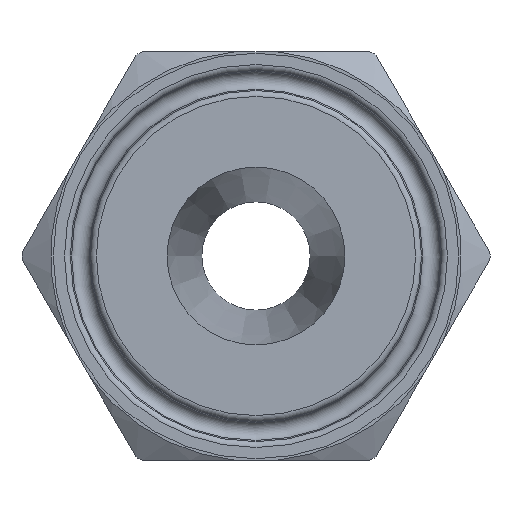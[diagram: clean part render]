
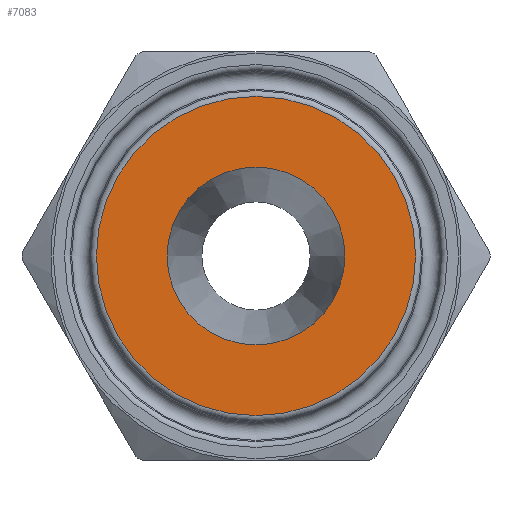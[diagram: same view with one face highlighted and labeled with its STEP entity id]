
A CAD part, left-side view. The second image highlights one B-rep face of the part: STEP entity #7083.
In plain terms, the highlighted planar face has unit normal (-1, 0, 0).
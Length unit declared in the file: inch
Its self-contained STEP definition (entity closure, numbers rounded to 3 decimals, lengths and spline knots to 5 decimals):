
#142=FACE_BOUND('',#1285,.T.);
#143=FACE_BOUND('',#1286,.T.);
#314=PLANE('',#7514);
#1285=EDGE_LOOP('',(#6478));
#1286=EDGE_LOOP('',(#6479));
#1494=CIRCLE('',#7512,0.78106);
#1496=CIRCLE('',#7515,0.435);
#3445=VERTEX_POINT('',#15235);
#3447=VERTEX_POINT('',#15240);
#4471=EDGE_CURVE('',#3445,#3445,#1494,.T.);
#4473=EDGE_CURVE('',#3447,#3447,#1496,.T.);
#6478=ORIENTED_EDGE('',*,*,#4473,.T.);
#6479=ORIENTED_EDGE('',*,*,#4471,.F.);
#7083=ADVANCED_FACE('',(#142,#143),#314,.T.);
#7512=AXIS2_PLACEMENT_3D('',#15236,#8807,#8808);
#7514=AXIS2_PLACEMENT_3D('',#15239,#8811,#8812);
#7515=AXIS2_PLACEMENT_3D('',#15241,#8813,#8814);
#8807=DIRECTION('center_axis',(1.,0.,0.));
#8808=DIRECTION('ref_axis',(0.,-1.,0.));
#8811=DIRECTION('center_axis',(-1.,0.,0.));
#8812=DIRECTION('ref_axis',(0.,0.,1.));
#8813=DIRECTION('center_axis',(1.,0.,0.));
#8814=DIRECTION('ref_axis',(0.,1.,0.));
#15235=CARTESIAN_POINT('',(0.,0.78106,0.));
#15236=CARTESIAN_POINT('Origin',(0.,0.,
0.));
#15239=CARTESIAN_POINT('Origin',(0.,0.61829,
0.));
#15240=CARTESIAN_POINT('',(0.,0.435,0.));
#15241=CARTESIAN_POINT('Origin',(0.,0.,
0.));
